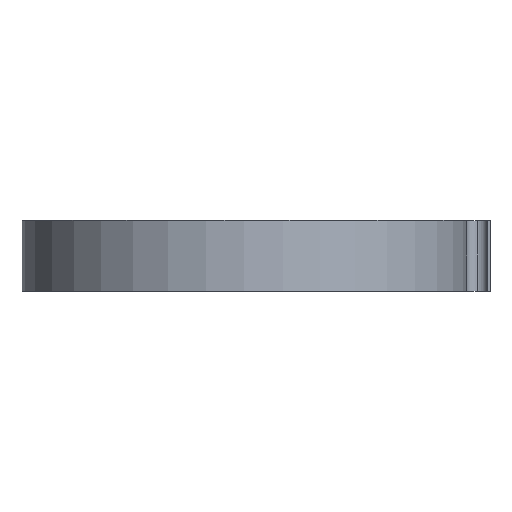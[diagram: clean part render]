
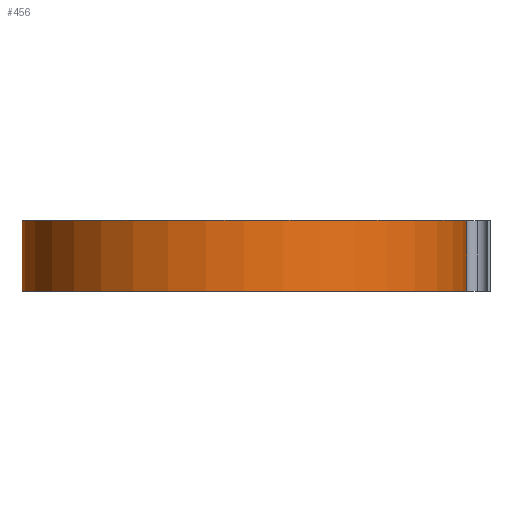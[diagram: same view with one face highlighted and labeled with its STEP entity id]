
A CAD part, top view. The second image highlights one B-rep face of the part: STEP entity #456.
In plain terms, the highlighted cylindrical face has radius 62.799 mm (diameter 125.598 mm), a partial arc.
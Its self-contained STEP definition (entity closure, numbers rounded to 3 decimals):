
#399 = ORIENTED_EDGE ( 'NONE', *, *, #2641, .F. ) ;
#456 = ADVANCED_FACE ( 'NONE', ( #3865 ), #986, .T. ) ;
#595 = ORIENTED_EDGE ( 'NONE', *, *, #1222, .T. ) ;
#692 = DIRECTION ( 'NONE',  ( 0., -1., 0. ) ) ;
#986 = CYLINDRICAL_SURFACE ( 'NONE', #1038, 62.799 ) ;
#1038 = AXIS2_PLACEMENT_3D ( 'NONE', #2595, #2293, #2625 ) ;
#1198 = CARTESIAN_POINT ( 'NONE',  ( -62.799, 20., 0. ) ) ;
#1222 = EDGE_CURVE ( 'NONE', #3349, #3727, #2813, .T. ) ;
#1854 = ORIENTED_EDGE ( 'NONE', *, *, #2730, .T. ) ;
#2088 = AXIS2_PLACEMENT_3D ( 'NONE', #3765, #3716, #2914 ) ;
#2293 = DIRECTION ( 'NONE',  ( 0., -1., 0. ) ) ;
#2302 = CARTESIAN_POINT ( 'NONE',  ( 62.799, 20., 0. ) ) ;
#2549 = ORIENTED_EDGE ( 'NONE', *, *, #4314, .F. ) ;
#2595 = CARTESIAN_POINT ( 'NONE',  ( 0., 20., 0. ) ) ;
#2607 = CIRCLE ( 'NONE', #3715, 62.799 ) ;
#2625 = DIRECTION ( 'NONE',  ( 0., 0., -1. ) ) ;
#2641 = EDGE_CURVE ( 'NONE', #3349, #5182, #4888, .T. ) ;
#2730 = EDGE_CURVE ( 'NONE', #3727, #4212, #2607, .T. ) ;
#2813 = LINE ( 'NONE', #1198, #3185 ) ;
#2866 = CARTESIAN_POINT ( 'NONE',  ( -62.799, 20., 0. ) ) ;
#2879 = CARTESIAN_POINT ( 'NONE',  ( 62.799, 0., 0. ) ) ;
#2914 = DIRECTION ( 'NONE',  ( 1., 0., 0. ) ) ;
#3171 = CARTESIAN_POINT ( 'NONE',  ( -62.799, 0., 0. ) ) ;
#3185 = VECTOR ( 'NONE', #4121, 1000. ) ;
#3349 = VERTEX_POINT ( 'NONE', #2866 ) ;
#3631 = VECTOR ( 'NONE', #692, 1000. ) ;
#3715 = AXIS2_PLACEMENT_3D ( 'NONE', #4255, #4583, #3832 ) ;
#3716 = DIRECTION ( 'NONE',  ( 0., 1., 0. ) ) ;
#3727 = VERTEX_POINT ( 'NONE', #3171 ) ;
#3765 = CARTESIAN_POINT ( 'NONE',  ( 0., 20., 0. ) ) ;
#3832 = DIRECTION ( 'NONE',  ( 1., 0., 0. ) ) ;
#3858 = CARTESIAN_POINT ( 'NONE',  ( 62.799, 20., 0. ) ) ;
#3865 = FACE_OUTER_BOUND ( 'NONE', #4328, .T. ) ;
#4121 = DIRECTION ( 'NONE',  ( 0., -1., 0. ) ) ;
#4212 = VERTEX_POINT ( 'NONE', #2879 ) ;
#4255 = CARTESIAN_POINT ( 'NONE',  ( 0., 0., 0. ) ) ;
#4314 = EDGE_CURVE ( 'NONE', #5182, #4212, #4691, .T. ) ;
#4328 = EDGE_LOOP ( 'NONE', ( #1854, #2549, #399, #595 ) ) ;
#4583 = DIRECTION ( 'NONE',  ( 0., 1., 0. ) ) ;
#4691 = LINE ( 'NONE', #2302, #3631 ) ;
#4888 = CIRCLE ( 'NONE', #2088, 62.799 ) ;
#5182 = VERTEX_POINT ( 'NONE', #3858 ) ;
